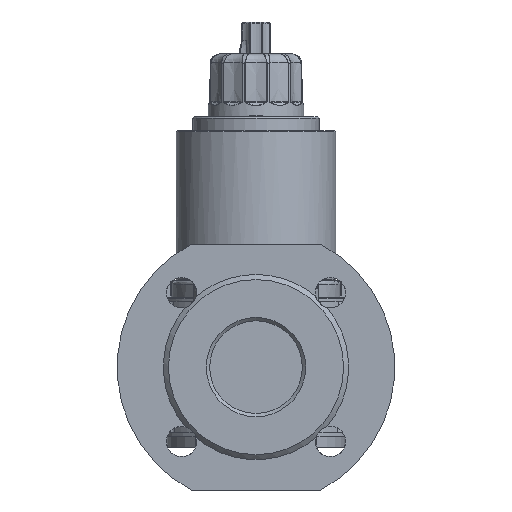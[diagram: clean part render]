
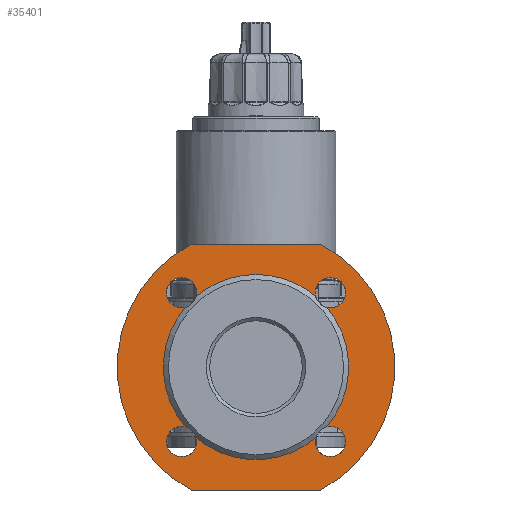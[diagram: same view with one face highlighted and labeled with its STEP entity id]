
A CAD part, left-side view. The second image highlights one B-rep face of the part: STEP entity #35401.
In plain terms, the highlighted planar face has unit normal (-1, 0, 0).
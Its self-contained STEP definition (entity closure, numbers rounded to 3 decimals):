
#1150=LINE('',#76201,#3183);
#1153=LINE('',#76208,#3186);
#3183=VECTOR('',#43781,76.87);
#3186=VECTOR('',#43788,76.87);
#7152=PLANE('',#38316);
#7695=FACE_BOUND('',#10849,.T.);
#8561=FACE_OUTER_BOUND('',#10848,.T.);
#10848=EDGE_LOOP('',(#26934,#26935,#26936,#26937));
#10849=EDGE_LOOP('',(#26938,#26939,#26940,#26941,#26942,#26943,#26944,#26945));
#13281=CIRCLE('',#38311,55.);
#13282=CIRCLE('',#38312,55.);
#13283=CIRCLE('',#38313,55.);
#13284=CIRCLE('',#38314,55.);
#13285=CIRCLE('',#38317,82.5);
#13286=CIRCLE('',#38318,82.5);
#13287=CIRCLE('',#38319,9.);
#13288=CIRCLE('',#38320,9.);
#13289=CIRCLE('',#38321,9.);
#13290=CIRCLE('',#38322,9.);
#15546=VERTEX_POINT('',#76146);
#15547=VERTEX_POINT('',#76147);
#15548=VERTEX_POINT('',#76149);
#15549=VERTEX_POINT('',#76160);
#15550=VERTEX_POINT('',#76162);
#15551=VERTEX_POINT('',#76173);
#15552=VERTEX_POINT('',#76175);
#15553=VERTEX_POINT('',#76186);
#15554=VERTEX_POINT('',#76199);
#15555=VERTEX_POINT('',#76200);
#15556=VERTEX_POINT('',#76205);
#15557=VERTEX_POINT('',#76207);
#19709=EDGE_CURVE('',#15546,#15547,#13281,.T.);
#19711=EDGE_CURVE('',#15548,#15549,#13282,.T.);
#19713=EDGE_CURVE('',#15550,#15551,#13283,.T.);
#19715=EDGE_CURVE('',#15552,#15553,#13284,.T.);
#19717=EDGE_CURVE('',#15554,#15555,#1150,.T.);
#19720=EDGE_CURVE('',#15555,#15556,#13285,.T.);
#19721=EDGE_CURVE('',#15556,#15557,#1153,.T.);
#19722=EDGE_CURVE('',#15557,#15554,#13286,.T.);
#19723=EDGE_CURVE('',#15546,#15553,#13287,.T.);
#19724=EDGE_CURVE('',#15552,#15551,#13288,.T.);
#19725=EDGE_CURVE('',#15550,#15549,#13289,.T.);
#19726=EDGE_CURVE('',#15548,#15547,#13290,.T.);
#26934=ORIENTED_EDGE('',*,*,#19717,.T.);
#26935=ORIENTED_EDGE('',*,*,#19720,.T.);
#26936=ORIENTED_EDGE('',*,*,#19721,.T.);
#26937=ORIENTED_EDGE('',*,*,#19722,.T.);
#26938=ORIENTED_EDGE('',*,*,#19709,.F.);
#26939=ORIENTED_EDGE('',*,*,#19723,.T.);
#26940=ORIENTED_EDGE('',*,*,#19715,.F.);
#26941=ORIENTED_EDGE('',*,*,#19724,.T.);
#26942=ORIENTED_EDGE('',*,*,#19713,.F.);
#26943=ORIENTED_EDGE('',*,*,#19725,.T.);
#26944=ORIENTED_EDGE('',*,*,#19711,.F.);
#26945=ORIENTED_EDGE('',*,*,#19726,.T.);
#35401=ADVANCED_FACE('',(#8561,#7695),#7152,.F.);
#38311=AXIS2_PLACEMENT_3D('',#76148,#43771,#43772);
#38312=AXIS2_PLACEMENT_3D('',#76161,#43773,#43774);
#38313=AXIS2_PLACEMENT_3D('',#76174,#43775,#43776);
#38314=AXIS2_PLACEMENT_3D('',#76187,#43777,#43778);
#38316=AXIS2_PLACEMENT_3D('',#76204,#43784,#43785);
#38317=AXIS2_PLACEMENT_3D('',#76206,#43786,#43787);
#38318=AXIS2_PLACEMENT_3D('',#76209,#43789,#43790);
#38319=AXIS2_PLACEMENT_3D('',#76210,#43791,#43792);
#38320=AXIS2_PLACEMENT_3D('',#76211,#43793,#43794);
#38321=AXIS2_PLACEMENT_3D('',#76212,#43795,#43796);
#38322=AXIS2_PLACEMENT_3D('',#76213,#43797,#43798);
#43771=DIRECTION('center_axis',(-1.,0.,0.));
#43772=DIRECTION('ref_axis',(0.,0.,
1.));
#43773=DIRECTION('center_axis',(-1.,0.,0.));
#43774=DIRECTION('ref_axis',(0.,0.,
1.));
#43775=DIRECTION('center_axis',(-1.,0.,0.));
#43776=DIRECTION('ref_axis',(0.,0.,
1.));
#43777=DIRECTION('center_axis',(-1.,0.,0.));
#43778=DIRECTION('ref_axis',(0.,0.,
1.));
#43781=DIRECTION('',(0.,1.,0.));
#43784=DIRECTION('center_axis',(1.,0.,0.));
#43785=DIRECTION('ref_axis',(0.,0.,
-1.));
#43786=DIRECTION('center_axis',(-1.,0.,0.));
#43787=DIRECTION('ref_axis',(0.,0.,
1.));
#43788=DIRECTION('',(0.,-1.,0.));
#43789=DIRECTION('center_axis',(-1.,0.,0.));
#43790=DIRECTION('ref_axis',(0.,0.,
1.));
#43791=DIRECTION('center_axis',(1.,0.,0.));
#43792=DIRECTION('ref_axis',(0.,1.,0.));
#43793=DIRECTION('center_axis',(1.,0.,0.));
#43794=DIRECTION('ref_axis',(0.,0.,
1.));
#43795=DIRECTION('center_axis',(1.,0.,0.));
#43796=DIRECTION('ref_axis',(0.,-1.,0.));
#43797=DIRECTION('center_axis',(1.,0.,0.));
#43798=DIRECTION('ref_axis',(0.,0.,
-1.));
#76146=CARTESIAN_POINT('',(3.,-35.454,42.048));
#76147=CARTESIAN_POINT('',(3.,35.454,42.048));
#76148=CARTESIAN_POINT('Origin',(3.,0.,
0.));
#76149=CARTESIAN_POINT('',(3.,42.048,35.454));
#76160=CARTESIAN_POINT('',(3.,42.048,-35.454));
#76161=CARTESIAN_POINT('Origin',(3.,0.,
0.));
#76162=CARTESIAN_POINT('',(3.,35.454,-42.048));
#76173=CARTESIAN_POINT('',(3.,-35.454,-42.048));
#76174=CARTESIAN_POINT('Origin',(3.,0.,
0.));
#76175=CARTESIAN_POINT('',(3.,-42.048,-35.454));
#76186=CARTESIAN_POINT('',(3.,-42.048,35.454));
#76187=CARTESIAN_POINT('Origin',(3.,0.,
0.));
#76199=CARTESIAN_POINT('',(3.,-38.435,73.));
#76200=CARTESIAN_POINT('',(3.,38.435,73.));
#76201=CARTESIAN_POINT('',(3.,0.,73.));
#76204=CARTESIAN_POINT('Origin',(3.,0.,
68.75));
#76205=CARTESIAN_POINT('',(3.,38.435,-73.));
#76206=CARTESIAN_POINT('Origin',(3.,0.,
0.));
#76207=CARTESIAN_POINT('',(3.,-38.435,-73.));
#76208=CARTESIAN_POINT('',(3.,0.,-73.));
#76209=CARTESIAN_POINT('Origin',(3.,0.,
0.));
#76210=CARTESIAN_POINT('Origin',(3.,-44.194,44.194));
#76211=CARTESIAN_POINT('Origin',(3.,-44.194,-44.194));
#76212=CARTESIAN_POINT('Origin',(3.,44.194,-44.194));
#76213=CARTESIAN_POINT('Origin',(3.,44.194,44.194));
